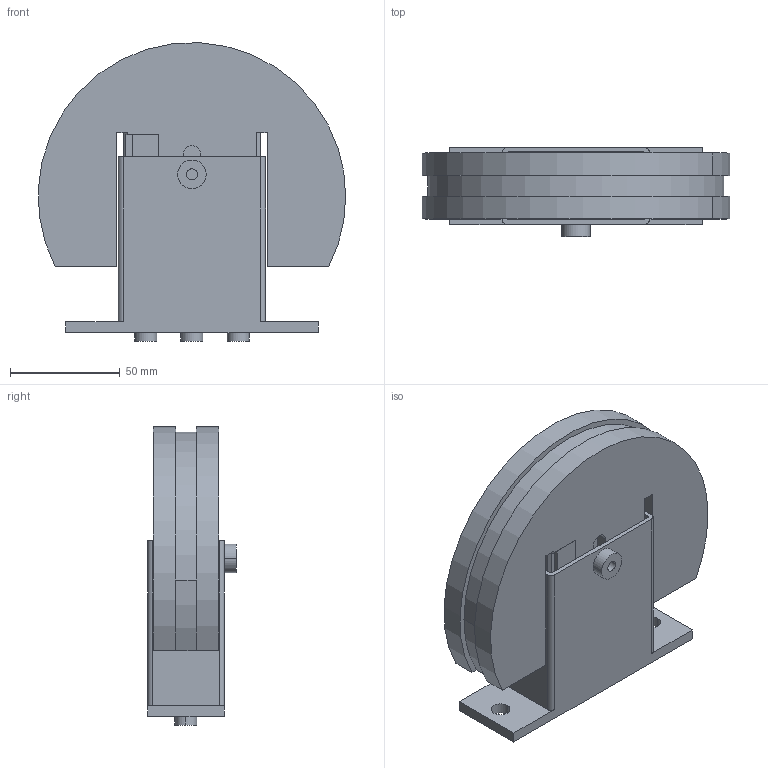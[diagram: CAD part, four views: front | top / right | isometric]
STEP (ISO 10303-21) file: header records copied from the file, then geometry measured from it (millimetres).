
FILE_DESCRIPTION(('STEP AP214'),'1');
FILE_NAME('cctmp_C51FA422-1CDA-4ECA-B6CE-B264FCBBDCB6_2023_6_21_14_7_7_126..stp','2023-06-21T12:07:07',('Murtfeldt Kunststoffe GmbH & Co.KG'),('CADClick - www.CADClick.com'),'Spatial InterOp 3D',' ','unknown authorization');
FILE_SCHEMA(('AUTOMOTIVE_DESIGN'));
Length unit declared in the file: millimetre
Products named in the file (1): 1
Bounding box: 139.92 x 40.5 x 135.92 mm (x, y, z)
Volume: 418355.8 mm3; surface area: 88094.9 mm2
Topology: 5 solids, 5 shells, 94 faces, 231 edges, 154 vertices
Faces by surface type: plane 63, cylinder 31
Entity records: 3609 total; most frequent: DIRECTION 491, CARTESIAN_POINT 484, ORIENTED_EDGE 462, EDGE_CURVE 231, LINE 169, VECTOR 169, AXIS2_PLACEMENT_3D 161, VERTEX_POINT 154
